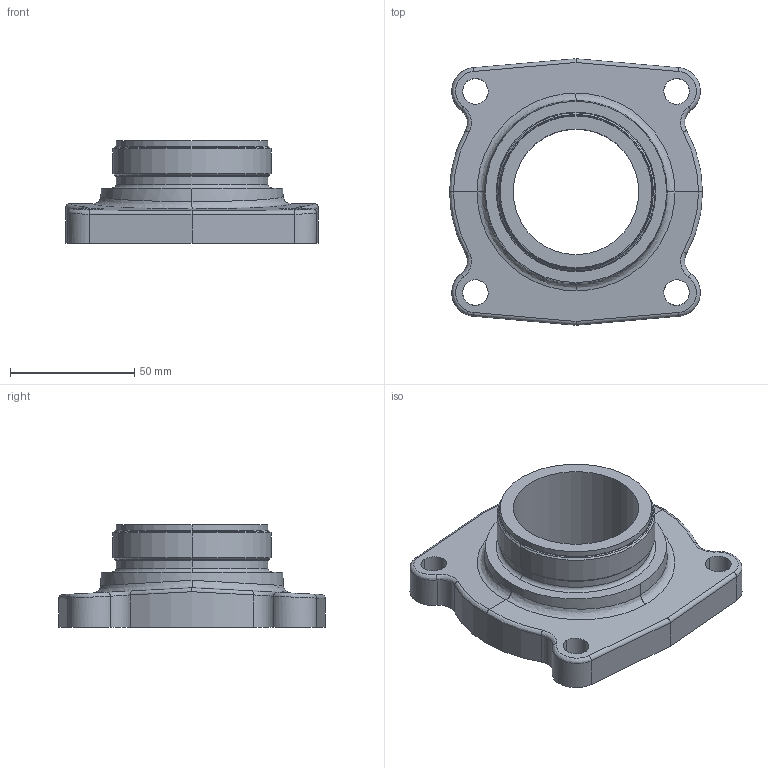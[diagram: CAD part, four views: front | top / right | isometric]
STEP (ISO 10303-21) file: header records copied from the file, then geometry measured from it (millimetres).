
FILE_DESCRIPTION((''),'2;1');
FILE_NAME('C20699_PRT','2006-12-11T',('work1'),(''),'PRO/ENGINEER BY PARAMETRIC TECHNOLOGY CORPORATION, 2005110','PRO/ENGINEER BY PARAMETRIC TECHNOLOGY CORPORATION, 2005110','');
FILE_SCHEMA(('CONFIG_CONTROL_DESIGN'));
Length unit declared in the file: inch
Products named in the file (1): C20699_PRT
Bounding box: 101.6 x 107.02 x 41.27 mm (x, y, z)
Volume: 145103.9 mm3; surface area: 36076 mm2
Topology: 1 solids, 2 shells, 69 faces, 164 edges, 100 vertices
Faces by surface type: cylinder 32, bspline 16, plane 11, cone 8, torus 2
Entity records: 3184 total; most frequent: CARTESIAN_POINT 1636, ORIENTED_EDGE 324, DIRECTION 286, EDGE_CURVE 164, AXIS2_PLACEMENT_3D 116, VERTEX_POINT 100, EDGE_LOOP 82, FACE_OUTER_BOUND 69
